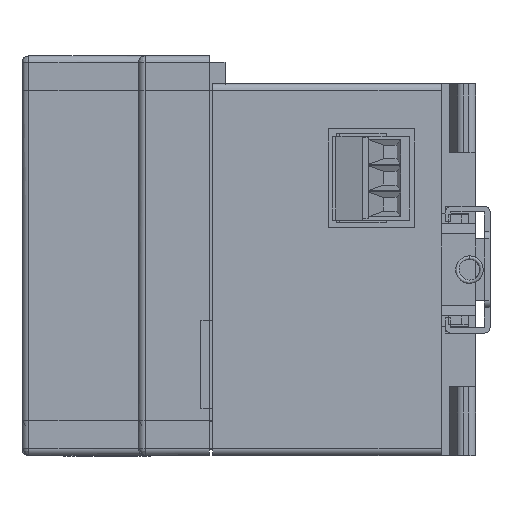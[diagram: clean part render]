
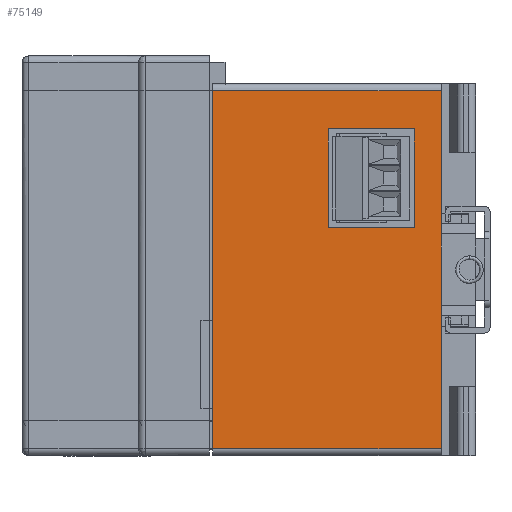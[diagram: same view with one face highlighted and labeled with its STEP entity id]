
A CAD part, left-side view. The second image highlights one B-rep face of the part: STEP entity #75149.
In plain terms, the highlighted planar face has unit normal (-1, 0, 0).
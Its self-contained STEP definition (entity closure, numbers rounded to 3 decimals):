
#1730 = CARTESIAN_POINT ( 'NONE',  ( -45., -31.4, -27. ) ) ;
#1770 = EDGE_CURVE ( 'NONE', #136382, #55960, #110426, .T. ) ;
#2990 = DIRECTION ( 'NONE',  ( -1., 0., 0. ) ) ;
#4531 = LINE ( 'NONE', #145523, #85243 ) ;
#4803 = DIRECTION ( 'NONE',  ( 0., 1., 0. ) ) ;
#7571 = CARTESIAN_POINT ( 'NONE',  ( -45., -31.4, -5.2 ) ) ;
#7817 = DIRECTION ( 'NONE',  ( 0., 0., -1. ) ) ;
#8129 = CARTESIAN_POINT ( 'NONE',  ( -45., -27.5, 6.15 ) ) ;
#8289 = EDGE_LOOP ( 'NONE', ( #44740, #89459, #47708, #95500 ) ) ;
#8778 = CARTESIAN_POINT ( 'NONE',  ( -45., -27.5, -27. ) ) ;
#10748 = CARTESIAN_POINT ( 'NONE',  ( -45., 1.8, 20.45 ) ) ;
#11714 = VECTOR ( 'NONE', #7817, 1000. ) ;
#12638 = CARTESIAN_POINT ( 'NONE',  ( -45., -31.4, 6.7 ) ) ;
#13410 = DIRECTION ( 'NONE',  ( 0., 0., 1. ) ) ;
#13737 = ORIENTED_EDGE ( 'NONE', *, *, #147985, .T. ) ;
#15177 = CARTESIAN_POINT ( 'NONE',  ( -45., -31.4, -27. ) ) ;
#16966 = DIRECTION ( 'NONE',  ( 0., 0., 1. ) ) ;
#18636 = DIRECTION ( 'NONE',  ( 0., 0., 1. ) ) ;
#19160 = EDGE_LOOP ( 'NONE', ( #134187, #119750, #34392, #35476, #13737, #147839, #50243, #93366 ) ) ;
#19809 = EDGE_CURVE ( 'NONE', #125767, #88392, #61891, .T. ) ;
#22475 = VERTEX_POINT ( 'NONE', #109807 ) ;
#25274 = EDGE_CURVE ( 'NONE', #47805, #143173, #76295, .T. ) ;
#27645 = CARTESIAN_POINT ( 'NONE',  ( -45., -31.4, -8.2 ) ) ;
#30293 = CARTESIAN_POINT ( 'NONE',  ( -45., -15., 20.45 ) ) ;
#31008 = DIRECTION ( 'NONE',  ( 0., 1., 0. ) ) ;
#32076 = CARTESIAN_POINT ( 'NONE',  ( -45., -31.4, 26. ) ) ;
#34392 = ORIENTED_EDGE ( 'NONE', *, *, #60430, .T. ) ;
#35476 = ORIENTED_EDGE ( 'NONE', *, *, #122740, .F. ) ;
#38801 = CARTESIAN_POINT ( 'NONE',  ( -45., 1.8, 6.15 ) ) ;
#39275 = CARTESIAN_POINT ( 'NONE',  ( -45., -31.4, -6.7 ) ) ;
#44039 = VECTOR ( 'NONE', #112232, 1000. ) ;
#44740 = ORIENTED_EDGE ( 'NONE', *, *, #81143, .T. ) ;
#47708 = ORIENTED_EDGE ( 'NONE', *, *, #136546, .T. ) ;
#47805 = VERTEX_POINT ( 'NONE', #30293 ) ;
#47927 = VERTEX_POINT ( 'NONE', #12638 ) ;
#48671 = CARTESIAN_POINT ( 'NONE',  ( -45., -31.4, 5.2 ) ) ;
#50243 = ORIENTED_EDGE ( 'NONE', *, *, #114117, .T. ) ;
#50327 = LINE ( 'NONE', #97436, #100758 ) ;
#52866 = LINE ( 'NONE', #60066, #77890 ) ;
#54289 = VERTEX_POINT ( 'NONE', #79473 ) ;
#55960 = VERTEX_POINT ( 'NONE', #101543 ) ;
#58446 = VECTOR ( 'NONE', #148536, 1000. ) ;
#59328 = DIRECTION ( 'NONE',  ( 0., 0., -1. ) ) ;
#60066 = CARTESIAN_POINT ( 'NONE',  ( -45., -31.4, -27. ) ) ;
#60430 = EDGE_CURVE ( 'NONE', #103460, #22475, #4531, .T. ) ;
#60566 = DIRECTION ( 'NONE',  ( 0., 0., 1. ) ) ;
#60827 = VECTOR ( 'NONE', #110139, 1000. ) ;
#61891 = LINE ( 'NONE', #15177, #88855 ) ;
#65882 = LINE ( 'NONE', #142742, #83752 ) ;
#75149 = ADVANCED_FACE ( 'NONE', ( #147005, #107475 ), #103475, .T. ) ;
#76295 = LINE ( 'NONE', #10748, #58446 ) ;
#77890 = VECTOR ( 'NONE', #60566, 1000. ) ;
#78059 = EDGE_CURVE ( 'NONE', #133893, #54289, #118359, .T. ) ;
#79473 = CARTESIAN_POINT ( 'NONE',  ( -45., 1.8, 26. ) ) ;
#80402 = EDGE_CURVE ( 'NONE', #54289, #103460, #65882, .T. ) ;
#80698 = CARTESIAN_POINT ( 'NONE',  ( -45., 1.8, -27. ) ) ;
#81143 = EDGE_CURVE ( 'NONE', #143173, #136382, #112430, .T. ) ;
#83752 = VECTOR ( 'NONE', #108019, 1000. ) ;
#85243 = VECTOR ( 'NONE', #99796, 1000. ) ;
#88392 = VERTEX_POINT ( 'NONE', #48671 ) ;
#88775 = CARTESIAN_POINT ( 'NONE',  ( -45., 1.8, 26. ) ) ;
#88855 = VECTOR ( 'NONE', #18636, 1000. ) ;
#89459 = ORIENTED_EDGE ( 'NONE', *, *, #1770, .T. ) ;
#91415 = LINE ( 'NONE', #27645, #60827 ) ;
#93366 = ORIENTED_EDGE ( 'NONE', *, *, #133635, .F. ) ;
#95500 = ORIENTED_EDGE ( 'NONE', *, *, #25274, .T. ) ;
#96682 = VECTOR ( 'NONE', #31008, 1000. ) ;
#97436 = CARTESIAN_POINT ( 'NONE',  ( -45., -15., -27. ) ) ;
#99796 = DIRECTION ( 'NONE',  ( 0., -1., 0. ) ) ;
#100758 = VECTOR ( 'NONE', #16966, 1000. ) ;
#101404 = VERTEX_POINT ( 'NONE', #39275 ) ;
#101543 = CARTESIAN_POINT ( 'NONE',  ( -45., -15., 6.15 ) ) ;
#103460 = VERTEX_POINT ( 'NONE', #143318 ) ;
#103475 = PLANE ( 'NONE',  #121470 ) ;
#104150 = VECTOR ( 'NONE', #59328, 1000. ) ;
#107475 = FACE_BOUND ( 'NONE', #8289, .T. ) ;
#108019 = DIRECTION ( 'NONE',  ( 0., 0., -1. ) ) ;
#109807 = CARTESIAN_POINT ( 'NONE',  ( -45., -31.4, -26. ) ) ;
#110139 = DIRECTION ( 'NONE',  ( 0., 0., 1. ) ) ;
#110278 = CARTESIAN_POINT ( 'NONE',  ( -45., -31.4, -27. ) ) ;
#110426 = LINE ( 'NONE', #38801, #137376 ) ;
#112232 = DIRECTION ( 'NONE',  ( 0., 0., -1. ) ) ;
#112430 = LINE ( 'NONE', #8778, #11714 ) ;
#114117 = EDGE_CURVE ( 'NONE', #88392, #47927, #52866, .T. ) ;
#117962 = CARTESIAN_POINT ( 'NONE',  ( -45., -27.5, 20.45 ) ) ;
#118359 = LINE ( 'NONE', #88775, #96682 ) ;
#119750 = ORIENTED_EDGE ( 'NONE', *, *, #80402, .T. ) ;
#121470 = AXIS2_PLACEMENT_3D ( 'NONE', #80698, #2990, #13410 ) ;
#122740 = EDGE_CURVE ( 'NONE', #101404, #22475, #137620, .T. ) ;
#125767 = VERTEX_POINT ( 'NONE', #7571 ) ;
#129350 = LINE ( 'NONE', #1730, #104150 ) ;
#133635 = EDGE_CURVE ( 'NONE', #133893, #47927, #129350, .T. ) ;
#133893 = VERTEX_POINT ( 'NONE', #32076 ) ;
#134187 = ORIENTED_EDGE ( 'NONE', *, *, #78059, .T. ) ;
#136382 = VERTEX_POINT ( 'NONE', #8129 ) ;
#136546 = EDGE_CURVE ( 'NONE', #55960, #47805, #50327, .T. ) ;
#137376 = VECTOR ( 'NONE', #4803, 1000. ) ;
#137620 = LINE ( 'NONE', #110278, #44039 ) ;
#142742 = CARTESIAN_POINT ( 'NONE',  ( -45., 1.8, -27. ) ) ;
#143173 = VERTEX_POINT ( 'NONE', #117962 ) ;
#143318 = CARTESIAN_POINT ( 'NONE',  ( -45., 1.8, -26. ) ) ;
#145523 = CARTESIAN_POINT ( 'NONE',  ( -45., 1.8, -26. ) ) ;
#147005 = FACE_OUTER_BOUND ( 'NONE', #19160, .T. ) ;
#147839 = ORIENTED_EDGE ( 'NONE', *, *, #19809, .T. ) ;
#147985 = EDGE_CURVE ( 'NONE', #101404, #125767, #91415, .T. ) ;
#148536 = DIRECTION ( 'NONE',  ( 0., -1., 0. ) ) ;
